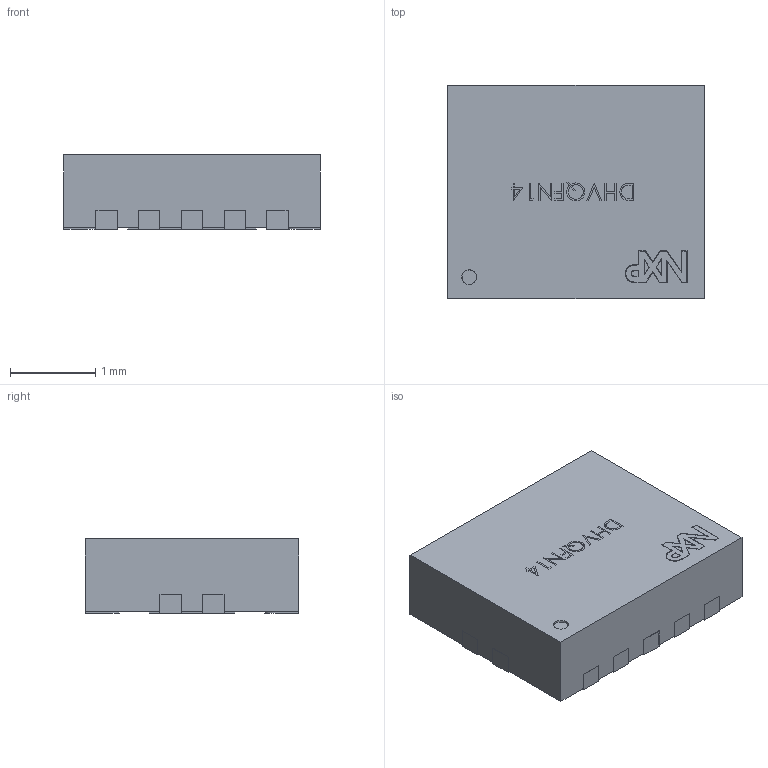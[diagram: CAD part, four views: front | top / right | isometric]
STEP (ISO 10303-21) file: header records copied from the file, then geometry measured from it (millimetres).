
FILE_DESCRIPTION(('FreeCAD Model'),'2;1');
FILE_NAME('User Library-DHVQFN 14.step', '2017-11-17T12:55:08',('kicad StepUp'),('ksu MCAD'), 'Open CASCADE STEP processor 6.8','FreeCAD','Unknown');
FILE_SCHEMA(('AUTOMOTIVE_DESIGN_CC2 { 1 2 10303 214 -1 1 5 4 }'));
Length unit declared in the file: millimetre
Products named in the file (2): ASSEMBLY; User_Library-DHVQFN_14
Assembly tree (1 placements, depth 2):
  ASSEMBLY
    User_Library-DHVQFN_14
Bounding box: 3 x 2.5 x 0.87 mm (x, y, z)
Volume: 6.4 mm3; surface area: 24.8 mm2
Topology: 1 solids, 1 shells, 411 faces, 1164 edges, 776 vertices
Faces by surface type: plane 373, cylinder 19, bspline 17, cone 2
Entity records: 17014 total; most frequent: CARTESIAN_POINT 3498, ORIENTED_EDGE 2328, DIRECTION 1964, EDGE_CURVE 1164, LINE 1088, VECTOR 1088, VERTEX_POINT 776, AXIS2_PLACEMENT_3D 438
